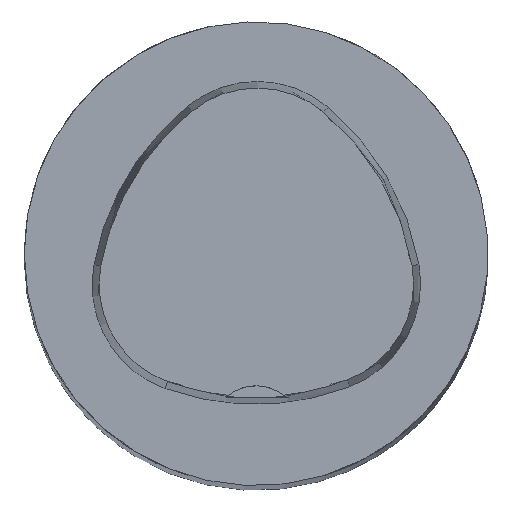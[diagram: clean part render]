
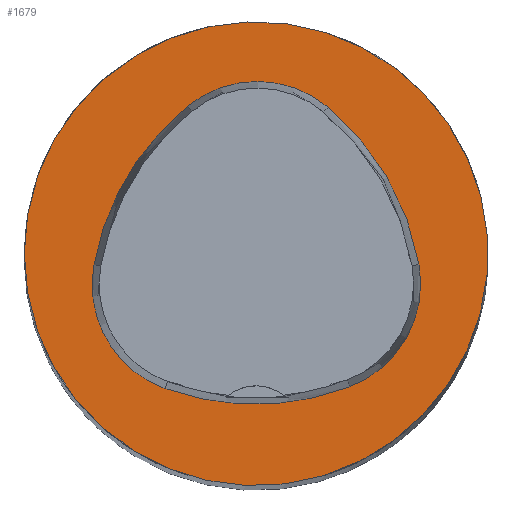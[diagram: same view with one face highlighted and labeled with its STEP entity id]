
A CAD part, top view. The second image highlights one B-rep face of the part: STEP entity #1679.
In plain terms, the highlighted planar face has unit normal (0, 0, 1).
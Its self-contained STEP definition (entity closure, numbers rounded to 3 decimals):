
#1679=ADVANCED_FACE('',(#2246,#2247),#1976,.T.);
#1976=PLANE('',#5978);
#2246=FACE_BOUND('',#2321,.T.);
#2247=FACE_BOUND('',#2322,.T.);
#2321=EDGE_LOOP('',(#2819,#2820,#2821,#2822,#2823,#2824));
#2322=EDGE_LOOP('',(#2825));
#2819=ORIENTED_EDGE('',*,*,#5017,.T.);
#2820=ORIENTED_EDGE('',*,*,#4997,.T.);
#2821=ORIENTED_EDGE('',*,*,#5001,.T.);
#2822=ORIENTED_EDGE('',*,*,#5004,.T.);
#2823=ORIENTED_EDGE('',*,*,#5007,.T.);
#2824=ORIENTED_EDGE('',*,*,#5015,.T.);
#2825=ORIENTED_EDGE('',*,*,#4958,.F.);
#4371=VERTEX_POINT('',#7960);
#4410=VERTEX_POINT('',#8122);
#4411=VERTEX_POINT('',#8123);
#4414=VERTEX_POINT('',#8131);
#4416=VERTEX_POINT('',#8137);
#4418=VERTEX_POINT('',#8143);
#4425=VERTEX_POINT('',#8164);
#4958=EDGE_CURVE('',#4371,#4371,#5760,.T.);
#4997=EDGE_CURVE('',#4410,#4411,#5765,.T.);
#5001=EDGE_CURVE('',#4411,#4414,#5767,.T.);
#5004=EDGE_CURVE('',#4414,#4416,#5769,.T.);
#5007=EDGE_CURVE('',#4416,#4418,#5771,.T.);
#5015=EDGE_CURVE('',#4418,#4425,#5775,.T.);
#5017=EDGE_CURVE('',#4425,#4410,#5777,.T.);
#5760=CIRCLE('',#5935,31.5);
#5765=CIRCLE('',#5956,36.);
#5767=CIRCLE('',#5959,15.);
#5769=CIRCLE('',#5962,36.);
#5771=CIRCLE('',#5965,15.);
#5775=CIRCLE('',#5970,36.);
#5777=CIRCLE('',#5973,15.);
#5935=AXIS2_PLACEMENT_3D('',#7959,#6475,#6476);
#5956=AXIS2_PLACEMENT_3D('',#8121,#6529,#6530);
#5959=AXIS2_PLACEMENT_3D('',#8130,#6537,#6538);
#5962=AXIS2_PLACEMENT_3D('',#8136,#6544,#6545);
#5965=AXIS2_PLACEMENT_3D('',#8142,#6551,#6552);
#5970=AXIS2_PLACEMENT_3D('',#8165,#6563,#6564);
#5973=AXIS2_PLACEMENT_3D('',#8168,#6569,#6570);
#5978=AXIS2_PLACEMENT_3D('',#8173,#6579,#6580);
#6475=DIRECTION('',(0.,0.,-1.));
#6476=DIRECTION('',(-1.,0.,0.));
#6529=DIRECTION('',(0.,0.,-1.));
#6530=DIRECTION('',(-1.,0.,0.));
#6537=DIRECTION('',(0.,0.,-1.));
#6538=DIRECTION('',(-1.,0.,0.));
#6544=DIRECTION('',(0.,0.,-1.));
#6545=DIRECTION('',(-1.,0.,0.));
#6551=DIRECTION('',(0.,0.,-1.));
#6552=DIRECTION('',(-1.,0.,0.));
#6563=DIRECTION('',(0.,0.,-1.));
#6564=DIRECTION('',(-1.,0.,0.));
#6569=DIRECTION('',(0.,0.,-1.));
#6570=DIRECTION('',(-1.,0.,0.));
#6579=DIRECTION('',(0.,0.,1.));
#6580=DIRECTION('',(1.,0.,0.));
#7959=CARTESIAN_POINT('',(0.,0.,0.));
#7960=CARTESIAN_POINT('',(-31.5,0.,0.));
#8121=CARTESIAN_POINT('',(13.398,-7.893,0.));
#8122=CARTESIAN_POINT('',(-22.041,-1.562,0.));
#8123=CARTESIAN_POINT('',(-9.317,20.036,0.));
#8130=CARTESIAN_POINT('',(0.148,8.399,0.));
#8131=CARTESIAN_POINT('',(9.779,19.898,0.));
#8136=CARTESIAN_POINT('',(-13.337,-7.7,0.));
#8137=CARTESIAN_POINT('',(22.122,-1.48,0.));
#8142=CARTESIAN_POINT('',(7.347,-4.071,0.));
#8143=CARTESIAN_POINT('',(12.693,-18.087,0.));
#8164=CARTESIAN_POINT('',(-12.373,-18.307,0.));
#8165=CARTESIAN_POINT('',(-0.137,15.55,0.));
#8168=CARTESIAN_POINT('',(-7.275,-4.2,0.));
#8173=CARTESIAN_POINT('',(0.,0.,0.));
